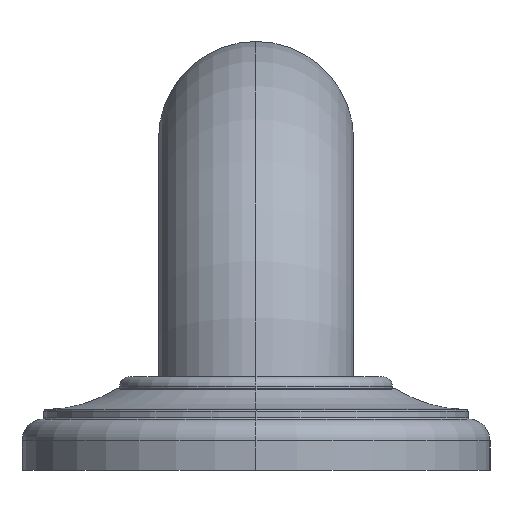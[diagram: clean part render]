
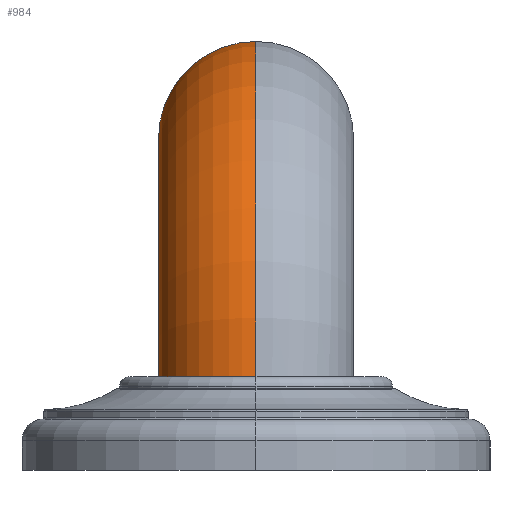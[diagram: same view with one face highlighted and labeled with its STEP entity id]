
A CAD part, left-side view. The second image highlights one B-rep face of the part: STEP entity #984.
In plain terms, the highlighted toroidal (fillet/blend) face has major radius 41.275 mm and minor radius 15.875 mm.
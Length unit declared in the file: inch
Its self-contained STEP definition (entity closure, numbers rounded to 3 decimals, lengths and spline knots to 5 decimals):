
#186=CARTESIAN_POINT('',(-8.36999,0.,0.6));
#187=CARTESIAN_POINT('',(-8.36999,0.0218,0.6));
#188=CARTESIAN_POINT('',(-8.37226,0.06514,0.6));
#189=CARTESIAN_POINT('',(-8.38251,0.12979,0.6));
#190=CARTESIAN_POINT('',(-8.39943,0.19286,0.6));
#191=CARTESIAN_POINT('',(-8.42296,0.25406,0.6));
#192=CARTESIAN_POINT('',(-8.45268,0.31231,0.6));
#193=CARTESIAN_POINT('',(-8.48851,0.36742,0.6));
#194=CARTESIAN_POINT('',(-8.52976,0.4183,0.6));
#195=CARTESIAN_POINT('',(-8.57636,0.46485,0.6));
#196=CARTESIAN_POINT('',(-8.62735,0.50611,0.6));
#197=CARTESIAN_POINT('',(-8.68265,0.54199,0.6));
#198=CARTESIAN_POINT('',(-8.74116,0.57178,0.6));
#199=CARTESIAN_POINT('',(-8.80269,0.5954,0.6));
#200=CARTESIAN_POINT('',(-8.86615,0.6124,0.6));
#201=CARTESIAN_POINT('',(-8.93117,0.6227,0.6));
#202=CARTESIAN_POINT('',(-8.99684,0.62614,0.6));
#203=CARTESIAN_POINT('',(-9.06245,0.62272,0.6));
#204=CARTESIAN_POINT('',(-9.12741,0.61245,0.6));
#205=CARTESIAN_POINT('',(-9.19077,0.59549,0.6));
#206=CARTESIAN_POINT('',(-9.25219,0.57193,0.6));
#207=CARTESIAN_POINT('',(-9.31056,0.54222,0.6));
#208=CARTESIAN_POINT('',(-9.36573,0.50642,0.6));
#209=CARTESIAN_POINT('',(-9.41659,0.46526,0.6));
#210=CARTESIAN_POINT('',(-9.46309,0.41879,0.6));
#211=CARTESIAN_POINT('',(-9.50426,0.36797,0.6));
#212=CARTESIAN_POINT('',(-9.54006,0.31289,0.6));
#213=CARTESIAN_POINT('',(-9.56976,0.25462,0.6));
#214=CARTESIAN_POINT('',(-9.59329,0.19334,0.6));
#215=CARTESIAN_POINT('',(-9.61023,0.13016,0.6));
#216=CARTESIAN_POINT('',(-9.6205,0.06534,0.6));
#217=CARTESIAN_POINT('',(-9.62278,0.02187,0.6));
#218=CARTESIAN_POINT('',(-9.62278,0.,0.6));
#264=CARTESIAN_POINT('',(-7.375,0.,0.5));
#265=DIRECTION('',(0.,1.,0.));
#266=DIRECTION('',(-0.995,0.,0.1));
#267=AXIS2_PLACEMENT_3D('',#264,#265,#266);
#269=CARTESIAN_POINT('',(-7.375,0.,0.5));
#270=DIRECTION('',(0.,1.,0.));
#271=DIRECTION('',(-0.999,0.,0.044));
#272=AXIS2_PLACEMENT_3D('',#269,#270,#271);
#283=CARTESIAN_POINT('',(-7.375,0.,2.125));
#284=DIRECTION('',(1.,0.,0.));
#285=DIRECTION('',(0.,0.,-1.));
#286=AXIS2_PLACEMENT_3D('',#283,#284,#285);
#590=CARTESIAN_POINT('',(-7.375,0.,1.5));
#591=CARTESIAN_POINT('',(-7.375,0.,2.75));
#592=VERTEX_POINT('',#590);
#593=VERTEX_POINT('',#591);
#598=VERTEX_POINT('',#186);
#599=VERTEX_POINT('',#218);
#970=CARTESIAN_POINT('',(-7.375,0.,0.5));
#971=DIRECTION('',(0.,1.,0.));
#972=DIRECTION('',(1.,0.,0.));
#973=AXIS2_PLACEMENT_3D('',#970,#971,#972);
#974=TOROIDAL_SURFACE('',#973,1.625,0.625);
#975=ORIENTED_EDGE('',*,*,#951,.F.);
#977=ORIENTED_EDGE('',*,*,#976,.T.);
#979=ORIENTED_EDGE('',*,*,#978,.T.);
#981=ORIENTED_EDGE('',*,*,#980,.F.);
#982=EDGE_LOOP('',(#975,#977,#979,#981));
#983=FACE_OUTER_BOUND('',#982,.F.);
#984=ADVANCED_FACE('',(#983),#974,.T.);
#219=B_SPLINE_CURVE_WITH_KNOTS('',3,(#186,#187,#188,#189,#190,#191,#192,#193,
#194,#195,#196,#197,#198,#199,#200,#201,#202,#203,#204,#205,#206,#207,#208,#209,
#210,#211,#212,#213,#214,#215,#216,#217,#218),.UNSPECIFIED.,.F.,.F.,(4,1,1,1,1,
1,1,1,1,1,1,1,1,1,1,1,1,1,1,1,1,1,1,1,1,1,1,1,1,1,4),(0.,0.03333,
0.06667,0.1,0.13333,0.16667,0.2,
0.23333,0.26667,0.3,0.33333,0.36667,
0.4,0.43333,0.46667,0.5,0.53333,
0.56667,0.6,0.63333,0.66667,0.7,
0.73333,0.76667,0.8,0.83333,0.86667,
0.9,0.93333,0.96667,1.),.UNSPECIFIED.);
#268=CIRCLE('',#267,1.);
#273=CIRCLE('',#272,2.25);
#287=CIRCLE('',#286,0.625);
#951=EDGE_CURVE('',#598,#599,#219,.T.);
#976=EDGE_CURVE('',#598,#592,#268,.T.);
#978=EDGE_CURVE('',#592,#593,#287,.T.);
#980=EDGE_CURVE('',#599,#593,#273,.T.);
